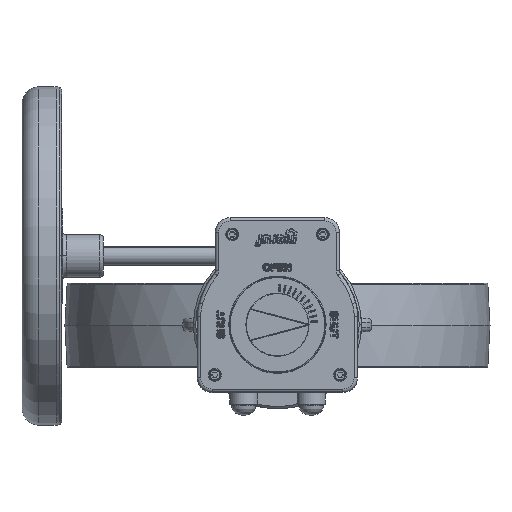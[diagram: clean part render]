
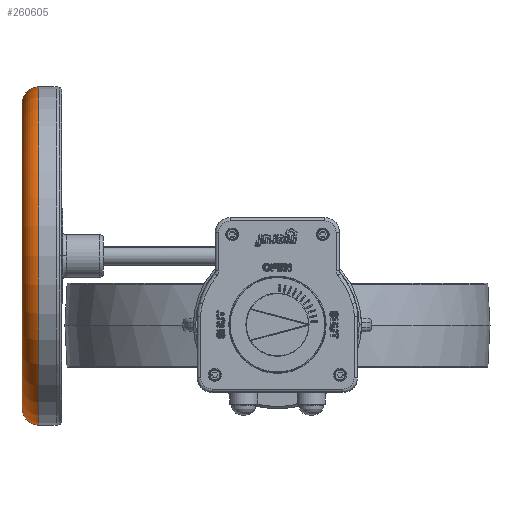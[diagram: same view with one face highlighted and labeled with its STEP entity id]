
A CAD part, top view. The second image highlights one B-rep face of the part: STEP entity #260605.
In plain terms, the highlighted toroidal (fillet/blend) face has major radius 135 mm and minor radius 15 mm.
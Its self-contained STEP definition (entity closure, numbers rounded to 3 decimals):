
#260562=CARTESIAN_POINT('',(-211.5,61.,322.));
#260563=DIRECTION('',(-1.,0.,0.));
#260564=DIRECTION('',(0.,-1.,0.));
#260565=AXIS2_PLACEMENT_3D('',#260562,#260563,#260564);
#260566=TOROIDAL_SURFACE('',#260565,135.,15.);
#260567=CARTESIAN_POINT('',(-226.5,-74.,322.));
#260568=VERTEX_POINT('',#260567);
#260569=CARTESIAN_POINT('',(-211.5,-89.,322.));
#260570=VERTEX_POINT('',#260569);
#260571=CARTESIAN_POINT('',(-211.5,-74.,322.));
#260572=DIRECTION('',(-0.,0.,1.));
#260573=DIRECTION('',(0.,-1.,0.));
#260574=AXIS2_PLACEMENT_3D('',#260571,#260572,#260573);
#260575=CIRCLE('',#260574,15.);
#260576=EDGE_CURVE('',#260568,#260570,#260575,.T.);
#260577=ORIENTED_EDGE('',*,*,#260576,.T.);
#260578=CARTESIAN_POINT('',(-211.5,211.,322.));
#260579=VERTEX_POINT('',#260578);
#260580=CARTESIAN_POINT('',(-211.5,61.,322.));
#260581=DIRECTION('',(1.,-0.,-0.));
#260582=DIRECTION('',(0.,-1.,0.));
#260583=AXIS2_PLACEMENT_3D('',#260580,#260581,#260582);
#260584=CIRCLE('',#260583,150.);
#260585=EDGE_CURVE('',#260579,#260570,#260584,.T.);
#260586=ORIENTED_EDGE('',*,*,#260585,.F.);
#260587=CARTESIAN_POINT('',(-226.5,196.,322.));
#260588=VERTEX_POINT('',#260587);
#260589=CARTESIAN_POINT('',(-211.5,196.,322.));
#260590=DIRECTION('',(-0.,-0.,-1.));
#260591=DIRECTION('',(0.,1.,-0.));
#260592=AXIS2_PLACEMENT_3D('',#260589,#260590,#260591);
#260593=CIRCLE('',#260592,15.);
#260594=EDGE_CURVE('',#260588,#260579,#260593,.T.);
#260595=ORIENTED_EDGE('',*,*,#260594,.F.);
#260596=CARTESIAN_POINT('',(-226.5,61.,322.));
#260597=DIRECTION('',(-1.,0.,0.));
#260598=DIRECTION('',(0.,-1.,0.));
#260599=AXIS2_PLACEMENT_3D('',#260596,#260597,#260598);
#260600=CIRCLE('',#260599,135.);
#260601=EDGE_CURVE('',#260568,#260588,#260600,.T.);
#260602=ORIENTED_EDGE('',*,*,#260601,.F.);
#260603=EDGE_LOOP('',(#260577,#260586,#260595,#260602));
#260604=FACE_BOUND('',#260603,.T.);
#260605=ADVANCED_FACE('',(#260604),#260566,.T.);
